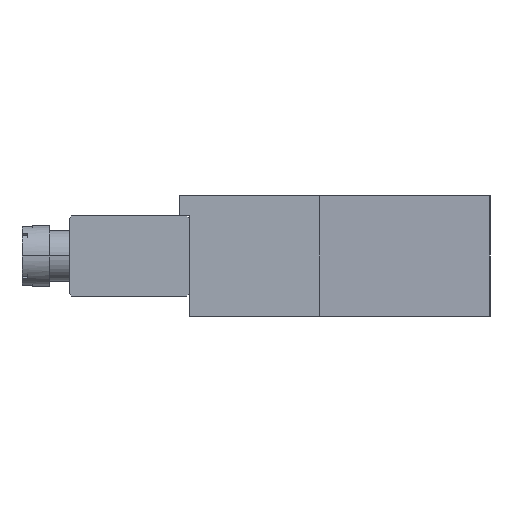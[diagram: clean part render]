
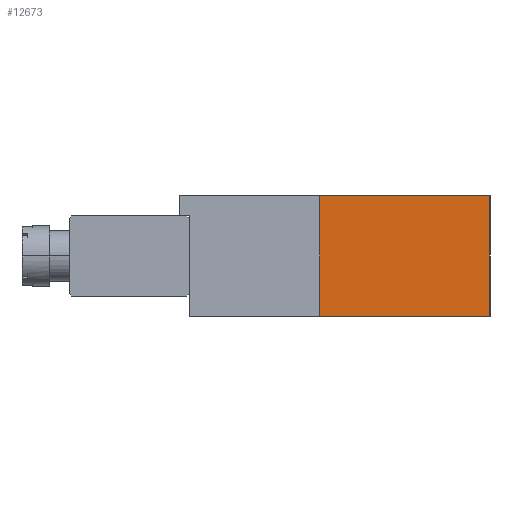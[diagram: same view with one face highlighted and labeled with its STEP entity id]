
A CAD part, left-side view. The second image highlights one B-rep face of the part: STEP entity #12673.
In plain terms, the highlighted planar face has unit normal (-0.62, -0.784, 0).
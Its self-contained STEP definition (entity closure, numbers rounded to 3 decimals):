
#669 = VERTEX_POINT ( 'NONE', #22297 ) ;
#1204 = FACE_OUTER_BOUND ( 'NONE', #27875, .T. ) ;
#1322 = LINE ( 'NONE', #17542, #13380 ) ;
#3117 = DIRECTION ( 'NONE',  ( -0.62, -0.784, 0. ) ) ;
#3468 = CARTESIAN_POINT ( 'NONE',  ( -21.5, -30., -12. ) ) ;
#4843 = ORIENTED_EDGE ( 'NONE', *, *, #7273, .F. ) ;
#5562 = ORIENTED_EDGE ( 'NONE', *, *, #27104, .T. ) ;
#5829 = LINE ( 'NONE', #19887, #29805 ) ;
#6138 = AXIS2_PLACEMENT_3D ( 'NONE', #17031, #3117, #19329 ) ;
#7273 = EDGE_CURVE ( 'NONE', #669, #15911, #24484, .T. ) ;
#7990 = LINE ( 'NONE', #11931, #25857 ) ;
#8123 = CARTESIAN_POINT ( 'NONE',  ( -43., -13., -12. ) ) ;
#10637 = DIRECTION ( 'NONE',  ( 0., 0., 1. ) ) ;
#11546 = EDGE_CURVE ( 'NONE', #15911, #27918, #7990, .T. ) ;
#11931 = CARTESIAN_POINT ( 'NONE',  ( -21.5, -30., 0. ) ) ;
#12673 = ADVANCED_FACE ( 'NONE', ( #1204 ), #28454, .T. ) ;
#13022 = CARTESIAN_POINT ( 'NONE',  ( -21.5, -30., 0. ) ) ;
#13380 = VECTOR ( 'NONE', #19850, 1000. ) ;
#14330 = DIRECTION ( 'NONE',  ( 0.784, -0.62, 0. ) ) ;
#15911 = VERTEX_POINT ( 'NONE', #27809 ) ;
#16528 = ORIENTED_EDGE ( 'NONE', *, *, #11546, .F. ) ;
#17031 = CARTESIAN_POINT ( 'NONE',  ( -21.5, -30., -12. ) ) ;
#17542 = CARTESIAN_POINT ( 'NONE',  ( -21.5, -30., -12. ) ) ;
#17630 = DIRECTION ( 'NONE',  ( 0., 0., 1. ) ) ;
#19329 = DIRECTION ( 'NONE',  ( 0.784, -0.62, 0. ) ) ;
#19850 = DIRECTION ( 'NONE',  ( 0.784, -0.62, 0. ) ) ;
#19887 = CARTESIAN_POINT ( 'NONE',  ( -21.5, -30., -12. ) ) ;
#19903 = EDGE_CURVE ( 'NONE', #669, #20878, #1322, .T. ) ;
#20878 = VERTEX_POINT ( 'NONE', #3468 ) ;
#22297 = CARTESIAN_POINT ( 'NONE',  ( -43., -13., -12. ) ) ;
#23786 = VECTOR ( 'NONE', #17630, 1000. ) ;
#24484 = LINE ( 'NONE', #8123, #23786 ) ;
#25857 = VECTOR ( 'NONE', #14330, 1000. ) ;
#27104 = EDGE_CURVE ( 'NONE', #20878, #27918, #5829, .T. ) ;
#27809 = CARTESIAN_POINT ( 'NONE',  ( -43., -13., 0. ) ) ;
#27875 = EDGE_LOOP ( 'NONE', ( #16528, #4843, #29526, #5562 ) ) ;
#27918 = VERTEX_POINT ( 'NONE', #13022 ) ;
#28454 = PLANE ( 'NONE',  #6138 ) ;
#29526 = ORIENTED_EDGE ( 'NONE', *, *, #19903, .T. ) ;
#29805 = VECTOR ( 'NONE', #10637, 1000. ) ;
